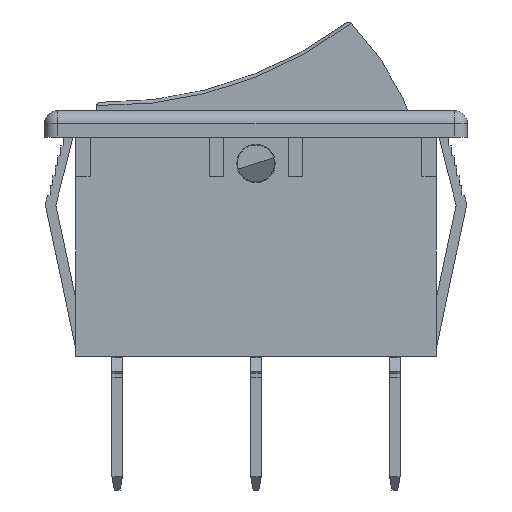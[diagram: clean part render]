
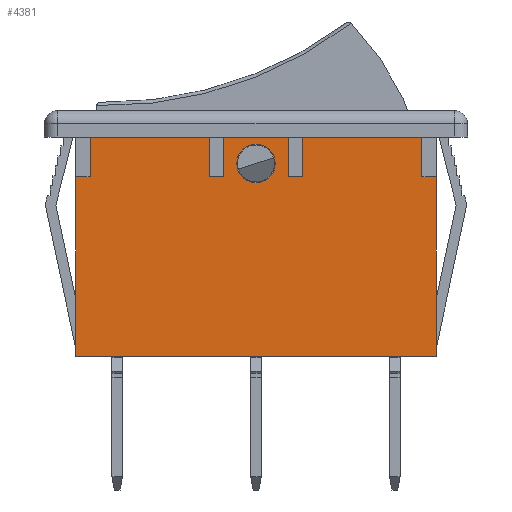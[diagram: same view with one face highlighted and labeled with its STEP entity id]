
A CAD part, front view. The second image highlights one B-rep face of the part: STEP entity #4381.
In plain terms, the highlighted planar face has unit normal (0, -1, 0).
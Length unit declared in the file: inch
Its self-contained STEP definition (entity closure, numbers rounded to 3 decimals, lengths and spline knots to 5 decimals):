
#43=FACE_BOUND('',#727,.T.);
#165=PLANE('',#4713);
#308=CIRCLE('',#4711,0.05709);
#473=FACE_OUTER_BOUND('',#726,.T.);
#726=EDGE_LOOP('',(#3786,#3787,#3788,#3789,#3790,#3791,#3792,#3793,#3794,
#3795,#3796,#3797,#3798,#3799,#3800,#3801));
#727=EDGE_LOOP('',(#3802));
#1102=LINE('',#6713,#1647);
#1108=LINE('',#6725,#1653);
#1116=LINE('',#6741,#1661);
#1178=LINE('',#6924,#1723);
#1179=LINE('',#6926,#1724);
#1180=LINE('',#6928,#1725);
#1181=LINE('',#6930,#1726);
#1182=LINE('',#6932,#1727);
#1183=LINE('',#6934,#1728);
#1184=LINE('',#6936,#1729);
#1185=LINE('',#6938,#1730);
#1186=LINE('',#6940,#1731);
#1187=LINE('',#6941,#1732);
#1188=LINE('',#6943,#1733);
#1189=LINE('',#6945,#1734);
#1190=LINE('',#6946,#1735);
#1647=VECTOR('',#5431,0.3937);
#1653=VECTOR('',#5439,0.3937);
#1661=VECTOR('',#5449,0.3937);
#1723=VECTOR('',#5627,0.3937);
#1724=VECTOR('',#5628,0.3937);
#1725=VECTOR('',#5629,0.3937);
#1726=VECTOR('',#5630,0.3937);
#1727=VECTOR('',#5631,0.3937);
#1728=VECTOR('',#5632,0.3937);
#1729=VECTOR('',#5633,0.3937);
#1730=VECTOR('',#5634,0.3937);
#1731=VECTOR('',#5635,0.3937);
#1732=VECTOR('',#5636,0.3937);
#1733=VECTOR('',#5637,0.3937);
#1734=VECTOR('',#5638,0.3937);
#1735=VECTOR('',#5639,0.3937);
#2125=VERTEX_POINT('',#6710);
#2126=VERTEX_POINT('',#6712);
#2131=VERTEX_POINT('',#6723);
#2138=VERTEX_POINT('',#6740);
#2199=VERTEX_POINT('',#6916);
#2200=VERTEX_POINT('',#6922);
#2201=VERTEX_POINT('',#6923);
#2202=VERTEX_POINT('',#6925);
#2203=VERTEX_POINT('',#6927);
#2204=VERTEX_POINT('',#6929);
#2205=VERTEX_POINT('',#6931);
#2206=VERTEX_POINT('',#6933);
#2207=VERTEX_POINT('',#6935);
#2208=VERTEX_POINT('',#6937);
#2209=VERTEX_POINT('',#6939);
#2210=VERTEX_POINT('',#6942);
#2211=VERTEX_POINT('',#6944);
#2652=EDGE_CURVE('',#2126,#2125,#1102,.T.);
#2658=EDGE_CURVE('',#2125,#2131,#1108,.T.);
#2666=EDGE_CURVE('',#2138,#2126,#1116,.T.);
#2753=EDGE_CURVE('',#2199,#2199,#308,.T.);
#2756=EDGE_CURVE('',#2200,#2201,#1178,.T.);
#2757=EDGE_CURVE('',#2201,#2202,#1179,.T.);
#2758=EDGE_CURVE('',#2202,#2203,#1180,.T.);
#2759=EDGE_CURVE('',#2203,#2204,#1181,.T.);
#2760=EDGE_CURVE('',#2204,#2205,#1182,.T.);
#2761=EDGE_CURVE('',#2205,#2206,#1183,.T.);
#2762=EDGE_CURVE('',#2206,#2207,#1184,.T.);
#2763=EDGE_CURVE('',#2207,#2208,#1185,.T.);
#2764=EDGE_CURVE('',#2208,#2209,#1186,.T.);
#2765=EDGE_CURVE('',#2209,#2138,#1187,.T.);
#2766=EDGE_CURVE('',#2131,#2210,#1188,.T.);
#2767=EDGE_CURVE('',#2210,#2211,#1189,.T.);
#2768=EDGE_CURVE('',#2211,#2200,#1190,.T.);
#3786=ORIENTED_EDGE('',*,*,#2756,.T.);
#3787=ORIENTED_EDGE('',*,*,#2757,.T.);
#3788=ORIENTED_EDGE('',*,*,#2758,.T.);
#3789=ORIENTED_EDGE('',*,*,#2759,.T.);
#3790=ORIENTED_EDGE('',*,*,#2760,.T.);
#3791=ORIENTED_EDGE('',*,*,#2761,.T.);
#3792=ORIENTED_EDGE('',*,*,#2762,.T.);
#3793=ORIENTED_EDGE('',*,*,#2763,.T.);
#3794=ORIENTED_EDGE('',*,*,#2764,.T.);
#3795=ORIENTED_EDGE('',*,*,#2765,.T.);
#3796=ORIENTED_EDGE('',*,*,#2666,.T.);
#3797=ORIENTED_EDGE('',*,*,#2652,.T.);
#3798=ORIENTED_EDGE('',*,*,#2658,.T.);
#3799=ORIENTED_EDGE('',*,*,#2766,.T.);
#3800=ORIENTED_EDGE('',*,*,#2767,.T.);
#3801=ORIENTED_EDGE('',*,*,#2768,.T.);
#3802=ORIENTED_EDGE('',*,*,#2753,.T.);
#4381=ADVANCED_FACE('',(#473,#43),#165,.T.);
#4711=AXIS2_PLACEMENT_3D('',#6917,#5619,#5620);
#4713=AXIS2_PLACEMENT_3D('',#6921,#5625,#5626);
#5431=DIRECTION('',(1.,0.,0.));
#5439=DIRECTION('',(0.,0.,1.));
#5449=DIRECTION('',(0.,0.,-1.));
#5619=DIRECTION('center_axis',(0.,1.,0.));
#5620=DIRECTION('ref_axis',(1.,0.,0.));
#5625=DIRECTION('center_axis',(0.,-1.,0.));
#5626=DIRECTION('ref_axis',(1.,0.,0.));
#5627=DIRECTION('',(0.,0.,-1.));
#5628=DIRECTION('',(-1.,0.,0.));
#5629=DIRECTION('',(0.,0.,1.));
#5630=DIRECTION('',(-1.,0.,0.));
#5631=DIRECTION('',(0.,0.,-1.));
#5632=DIRECTION('',(-1.,0.,0.));
#5633=DIRECTION('',(0.,0.,1.));
#5634=DIRECTION('',(-1.,0.,0.));
#5635=DIRECTION('',(0.,0.,-1.));
#5636=DIRECTION('',(-1.,0.,0.));
#5637=DIRECTION('',(-1.,0.,0.));
#5638=DIRECTION('',(0.,0.,1.));
#5639=DIRECTION('',(-1.,0.,0.));
#6710=CARTESIAN_POINT('',(0.5374,-0.20669,-0.3752));
#6712=CARTESIAN_POINT('',(-0.5374,-0.20669,-0.3752));
#6713=CARTESIAN_POINT('',(-0.5374,-0.20669,-0.3752));
#6723=CARTESIAN_POINT('',(0.5374,-0.20669,0.16024));
#6725=CARTESIAN_POINT('',(0.5374,-0.20669,-0.3752));
#6740=CARTESIAN_POINT('',(-0.5374,-0.20669,0.16024));
#6741=CARTESIAN_POINT('',(-0.5374,-0.20669,0.27835));
#6916=CARTESIAN_POINT('',(-0.05709,-0.20669,0.19961));
#6917=CARTESIAN_POINT('Origin',(0.,-0.20669,
0.19961));
#6921=CARTESIAN_POINT('Origin',(0.,-0.20669,
-0.04843));
#6922=CARTESIAN_POINT('',(0.13976,-0.20669,0.27835));
#6923=CARTESIAN_POINT('',(0.13976,-0.20669,0.16024));
#6924=CARTESIAN_POINT('',(0.13976,-0.20669,0.05591));
#6925=CARTESIAN_POINT('',(0.09646,-0.20669,0.16024));
#6926=CARTESIAN_POINT('',(0.04823,-0.20669,0.16024));
#6927=CARTESIAN_POINT('',(0.09646,-0.20669,0.27835));
#6928=CARTESIAN_POINT('',(0.09646,-0.20669,0.11496));
#6929=CARTESIAN_POINT('',(-0.09646,-0.20669,0.27835));
#6930=CARTESIAN_POINT('',(0.5374,-0.20669,0.27835));
#6931=CARTESIAN_POINT('',(-0.09646,-0.20669,0.16024));
#6932=CARTESIAN_POINT('',(-0.09646,-0.20669,0.05591));
#6933=CARTESIAN_POINT('',(-0.13976,-0.20669,0.16024));
#6934=CARTESIAN_POINT('',(-0.06988,-0.20669,0.16024));
#6935=CARTESIAN_POINT('',(-0.13976,-0.20669,0.27835));
#6936=CARTESIAN_POINT('',(-0.13976,-0.20669,0.11496));
#6937=CARTESIAN_POINT('',(-0.49409,-0.20669,0.27835));
#6938=CARTESIAN_POINT('',(0.5374,-0.20669,0.27835));
#6939=CARTESIAN_POINT('',(-0.49409,-0.20669,0.16024));
#6940=CARTESIAN_POINT('',(-0.49409,-0.20669,0.05591));
#6941=CARTESIAN_POINT('',(-0.2687,-0.20669,0.16024));
#6942=CARTESIAN_POINT('',(0.49409,-0.20669,0.16024));
#6943=CARTESIAN_POINT('',(0.24705,-0.20669,0.16024));
#6944=CARTESIAN_POINT('',(0.49409,-0.20669,0.27835));
#6945=CARTESIAN_POINT('',(0.49409,-0.20669,0.11496));
#6946=CARTESIAN_POINT('',(0.5374,-0.20669,0.27835));
